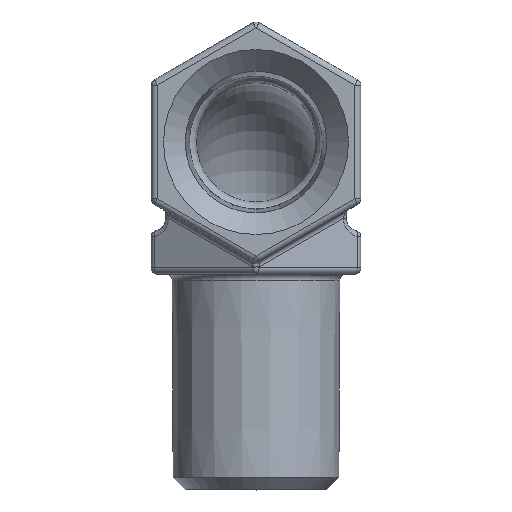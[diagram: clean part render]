
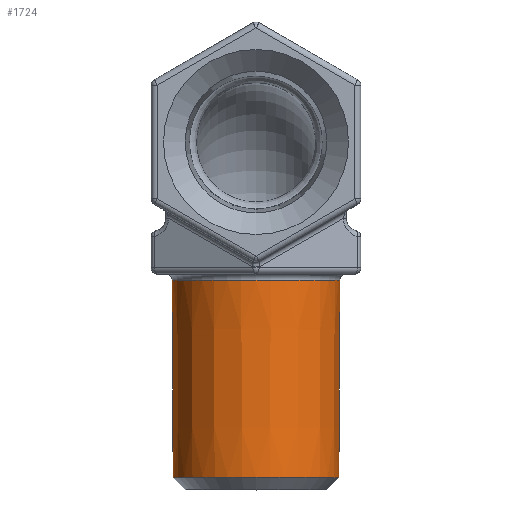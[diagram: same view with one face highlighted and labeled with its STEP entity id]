
A CAD part, top view. The second image highlights one B-rep face of the part: STEP entity #1724.
In plain terms, the highlighted conical face has half-angle 0.262 degrees and reference radius 10.795 mm.
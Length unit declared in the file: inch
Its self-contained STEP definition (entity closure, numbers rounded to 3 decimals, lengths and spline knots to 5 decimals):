
#169=FACE_OUTER_BOUND('',#293,.T.);
#293=EDGE_LOOP('',(#1186,#1187,#1188,#1189,#1190,#1191,#1192));
#420=LINE('',#2751,#526);
#526=VECTOR('',#2135,0.425);
#631=CIRCLE('',#1868,0.42029);
#632=CIRCLE('',#1869,0.42029);
#634=CIRCLE('',#1872,0.42486);
#635=CIRCLE('',#1873,0.42486);
#636=CIRCLE('',#1874,0.42486);
#764=VERTEX_POINT('',#2742);
#765=VERTEX_POINT('',#2743);
#767=VERTEX_POINT('',#2750);
#768=VERTEX_POINT('',#2752);
#769=VERTEX_POINT('',#2754);
#912=EDGE_CURVE('',#764,#765,#631,.T.);
#913=EDGE_CURVE('',#765,#764,#632,.T.);
#916=EDGE_CURVE('',#765,#767,#420,.T.);
#917=EDGE_CURVE('',#768,#767,#634,.T.);
#918=EDGE_CURVE('',#769,#768,#635,.T.);
#919=EDGE_CURVE('',#767,#769,#636,.T.);
#1186=ORIENTED_EDGE('',*,*,#912,.F.);
#1187=ORIENTED_EDGE('',*,*,#913,.F.);
#1188=ORIENTED_EDGE('',*,*,#916,.T.);
#1189=ORIENTED_EDGE('',*,*,#917,.F.);
#1190=ORIENTED_EDGE('',*,*,#918,.F.);
#1191=ORIENTED_EDGE('',*,*,#919,.F.);
#1192=ORIENTED_EDGE('',*,*,#916,.F.);
#1720=CONICAL_SURFACE('',#1871,0.425,0.005);
#1724=ADVANCED_FACE('',(#169),#1720,.T.);
#1868=AXIS2_PLACEMENT_3D('',#2744,#2126,#2127);
#1869=AXIS2_PLACEMENT_3D('',#2745,#2128,#2129);
#1871=AXIS2_PLACEMENT_3D('',#2749,#2133,#2134);
#1872=AXIS2_PLACEMENT_3D('',#2753,#2136,#2137);
#1873=AXIS2_PLACEMENT_3D('',#2755,#2138,#2139);
#1874=AXIS2_PLACEMENT_3D('',#2756,#2140,#2141);
#2126=DIRECTION('center_axis',(0.,-1.,0.));
#2127=DIRECTION('ref_axis',(1.,0.,0.));
#2128=DIRECTION('center_axis',(0.,-1.,0.));
#2129=DIRECTION('ref_axis',(1.,0.,0.));
#2133=DIRECTION('center_axis',(0.,1.,0.));
#2134=DIRECTION('ref_axis',(-1.,0.,0.));
#2135=DIRECTION('',(0.005,1.,0.));
#2136=DIRECTION('center_axis',(0.,1.,0.));
#2137=DIRECTION('ref_axis',(1.,0.,0.));
#2138=DIRECTION('center_axis',(0.,1.,0.));
#2139=DIRECTION('ref_axis',(1.,0.,0.));
#2140=DIRECTION('center_axis',(0.,1.,0.));
#2141=DIRECTION('ref_axis',(1.,0.,0.));
#2742=CARTESIAN_POINT('',(-0.42029,-1.3125,-0.38657));
#2743=CARTESIAN_POINT('',(0.42029,-1.3125,-0.38657));
#2744=CARTESIAN_POINT('Origin',(0.,-1.3125,
-0.38657));
#2745=CARTESIAN_POINT('Origin',(0.,-1.3125,
-0.38657));
#2749=CARTESIAN_POINT('Origin',(0.,-0.28125,-0.38657));
#2750=CARTESIAN_POINT('',(0.42486,-0.31236,-0.38657));
#2751=CARTESIAN_POINT('',(0.425,-0.28125,-0.38657));
#2752=CARTESIAN_POINT('',(-0.42486,-0.31236,-0.38657));
#2753=CARTESIAN_POINT('Origin',(0.,-0.31236,
-0.38657));
#2754=CARTESIAN_POINT('',(0.,-0.31236,-0.81142));
#2755=CARTESIAN_POINT('Origin',(0.,-0.31236,
-0.38657));
#2756=CARTESIAN_POINT('Origin',(0.,-0.31236,
-0.38657));
